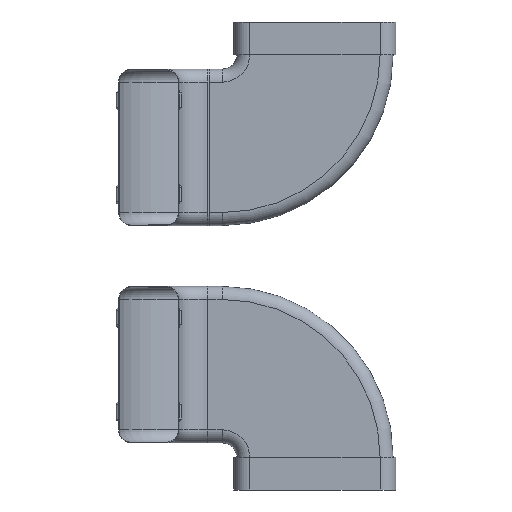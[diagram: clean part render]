
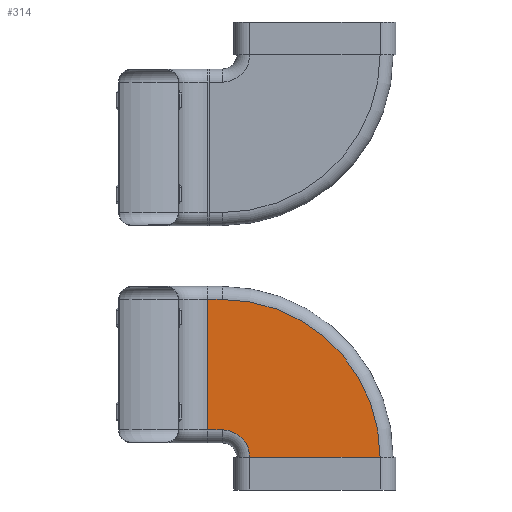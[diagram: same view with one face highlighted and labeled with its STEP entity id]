
A CAD part, front view. The second image highlights one B-rep face of the part: STEP entity #314.
In plain terms, the highlighted planar face has unit normal (0, -1, 0).
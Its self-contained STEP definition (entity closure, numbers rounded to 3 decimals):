
#314=ADVANCED_FACE('',(#877),#878,.F.);
#877=FACE_OUTER_BOUND('',#1581,.T.);
#878=PLANE('',#1582);
#1581=EDGE_LOOP('',(#3701,#3702,#3703,#3704,#3705,#3706));
#1582=AXIS2_PLACEMENT_3D('',#3707,#3708,#3709);
#3701=ORIENTED_EDGE('',*,*,#5203,.T.);
#3702=ORIENTED_EDGE('',*,*,#5204,.F.);
#3703=ORIENTED_EDGE('',*,*,#5205,.T.);
#3704=ORIENTED_EDGE('',*,*,#5069,.T.);
#3705=ORIENTED_EDGE('',*,*,#5131,.T.);
#3706=ORIENTED_EDGE('',*,*,#5054,.F.);
#3707=CARTESIAN_POINT('',(20.242,-82.65,-340.831));
#3708=DIRECTION('',(0.,1.0,0.));
#3709=DIRECTION('',(0.,0.,1.0));
#5054=EDGE_CURVE('',#6423,#6419,#6425,.T.);
#5069=EDGE_CURVE('',#6451,#6449,#6452,.T.);
#5131=EDGE_CURVE('',#6449,#6419,#6547,.T.);
#5203=EDGE_CURVE('',#6423,#6676,#6677,.T.);
#5204=EDGE_CURVE('',#6678,#6676,#6679,.T.);
#5205=EDGE_CURVE('',#6678,#6451,#6680,.T.);
#6419=VERTEX_POINT('',#8133);
#6423=VERTEX_POINT('',#8137);
#6425=CIRCLE('',#8139,218.0);
#6449=VERTEX_POINT('',#8167);
#6451=VERTEX_POINT('',#8169);
#6452=CIRCLE('',#8170,38.0);
#6547=LINE('',#8300,#8301);
#6676=VERTEX_POINT('',#8485);
#6677=LINE('',#8486,#8487);
#6678=VERTEX_POINT('',#8488);
#6679=LINE('',#8489,#8490);
#6680=LINE('',#8491,#8492);
#8133=CARTESIAN_POINT('',(263.242,-82.65,-468.831));
#8137=CARTESIAN_POINT('',(45.242,-82.65,-250.831));
#8139=AXIS2_PLACEMENT_3D('',#9852,#9853,#9854);
#8167=CARTESIAN_POINT('',(83.242,-82.65,-468.831));
#8169=CARTESIAN_POINT('',(45.242,-82.65,-430.831));
#8170=AXIS2_PLACEMENT_3D('',#9889,#9890,#9891);
#8300=CARTESIAN_POINT('',(173.242,-82.65,-468.831));
#8301=VECTOR('',#10005,1.);
#8485=CARTESIAN_POINT('',(25.242,-82.65,-250.831));
#8486=CARTESIAN_POINT('',(50.242,-82.65,-250.831));
#8487=VECTOR('',#10109,1.);
#8488=CARTESIAN_POINT('',(25.242,-82.65,-430.831));
#8489=CARTESIAN_POINT('',(25.242,-82.65,-340.831));
#8490=VECTOR('',#10110,1.);
#8491=CARTESIAN_POINT('',(20.242,-82.65,-430.831));
#8492=VECTOR('',#10111,1.);
#9852=CARTESIAN_POINT('',(45.242,-82.65,-468.831));
#9853=DIRECTION('',(0.,1.0,0.));
#9854=DIRECTION('',(0.,0.,1.0));
#9889=CARTESIAN_POINT('',(45.242,-82.65,-468.831));
#9890=DIRECTION('',(0.,1.0,0.));
#9891=DIRECTION('',(0.,0.,1.0));
#10005=DIRECTION('',(1.0,0.,0.));
#10109=DIRECTION('',(-1.0,0.,0.));
#10110=DIRECTION('',(0.0,0.,1.0));
#10111=DIRECTION('',(1.0,0.0,0.0));
